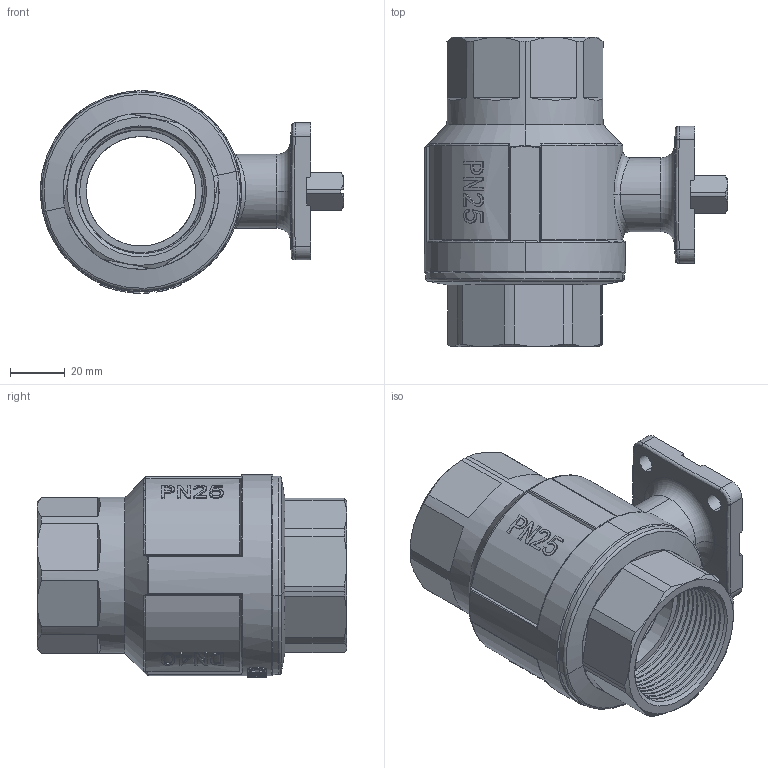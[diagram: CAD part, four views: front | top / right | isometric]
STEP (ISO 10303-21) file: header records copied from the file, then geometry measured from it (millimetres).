
FILE_DESCRIPTION (( 'STEP AP214' ), '1' );
FILE_NAME ('DN40.STEP', '2023-11-13T08:53:40', ( '' ), ( '' ), 'SwSTEP 2.0', 'SolidWorks 2018', '' );
FILE_SCHEMA (( 'AUTOMOTIVE_DESIGN' ));
Length unit declared in the file: millimetre
Products named in the file (1): DN40
Bounding box: 110.75 x 113 x 74 mm (x, y, z)
Volume: 229802 mm3; surface area: 54826.4 mm2
Topology: 1 solids, 1 shells, 524 faces, 1378 edges, 883 vertices
Faces by surface type: plane 186, cylinder 144, bspline 109, cone 57, torus 18, sphere 10
Entity records: 51970 total; most frequent: CARTESIAN_POINT 34777, ORIENTED_EDGE 2752, DIRECTION 1864, EDGE_CURVE 1376, VERTEX_POINT 883, AXIS2_PLACEMENT_3D 718, EDGE_LOOP 563, B_SPLINE_CURVE_WITH_KNOTS 535
